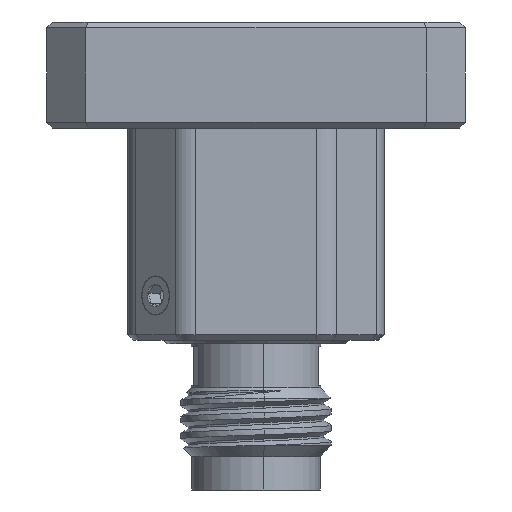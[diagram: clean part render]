
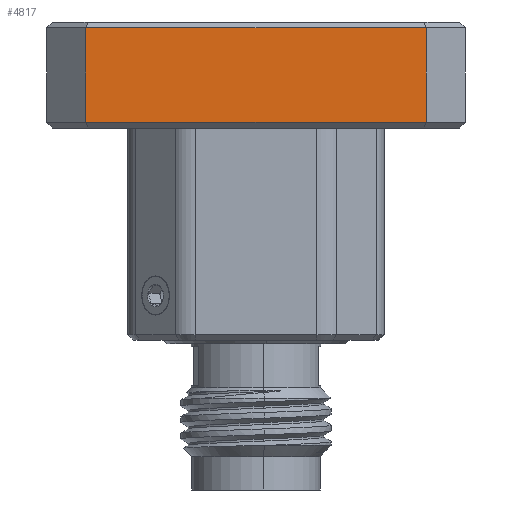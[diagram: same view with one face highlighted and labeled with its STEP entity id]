
A CAD part, front view. The second image highlights one B-rep face of the part: STEP entity #4817.
In plain terms, the highlighted planar face has unit normal (0, -1, 0).
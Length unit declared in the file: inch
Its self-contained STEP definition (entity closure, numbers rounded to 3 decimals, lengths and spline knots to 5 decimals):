
#117 = CARTESIAN_POINT ( 'NONE',  ( -0.375, -0.375, -0.18 ) ) ;
#336 = EDGE_CURVE ( 'NONE', #3779, #3169, #3706, .T. ) ;
#374 = DIRECTION ( 'NONE',  ( 0., -1., 0. ) ) ;
#412 = EDGE_CURVE ( 'NONE', #2708, #3779, #946, .T. ) ;
#459 = EDGE_LOOP ( 'NONE', ( #3322, #2325, #944, #2142 ) ) ;
#533 = DIRECTION ( 'NONE',  ( 0., 0., 1. ) ) ;
#677 = EDGE_CURVE ( 'NONE', #3169, #3991, #2198, .T. ) ;
#788 = DIRECTION ( 'NONE',  ( 0., 0., -1. ) ) ;
#799 = LINE ( 'NONE', #3994, #1596 ) ;
#944 = ORIENTED_EDGE ( 'NONE', *, *, #336, .T. ) ;
#946 = LINE ( 'NONE', #117, #1403 ) ;
#1403 = VECTOR ( 'NONE', #2492, 39.37008 ) ;
#1407 = VECTOR ( 'NONE', #1878, 39.37008 ) ;
#1596 = VECTOR ( 'NONE', #3966, 39.37008 ) ;
#1683 = CARTESIAN_POINT ( 'NONE',  ( -0.305, -0.375, -0.01 ) ) ;
#1878 = DIRECTION ( 'NONE',  ( -1., 0., 0. ) ) ;
#2142 = ORIENTED_EDGE ( 'NONE', *, *, #677, .T. ) ;
#2198 = LINE ( 'NONE', #3439, #1407 ) ;
#2325 = ORIENTED_EDGE ( 'NONE', *, *, #412, .T. ) ;
#2328 = CARTESIAN_POINT ( 'NONE',  ( -0.375, -0.375, -0.19 ) ) ;
#2492 = DIRECTION ( 'NONE',  ( 1., 0., 0. ) ) ;
#2583 = CARTESIAN_POINT ( 'NONE',  ( -0.305, -0.375, -0.18 ) ) ;
#2708 = VERTEX_POINT ( 'NONE', #2583 ) ;
#2914 = EDGE_CURVE ( 'NONE', #3991, #2708, #799, .T. ) ;
#3153 = PLANE ( 'NONE',  #4087 ) ;
#3169 = VERTEX_POINT ( 'NONE', #4967 ) ;
#3322 = ORIENTED_EDGE ( 'NONE', *, *, #2914, .T. ) ;
#3439 = CARTESIAN_POINT ( 'NONE',  ( -0.305, -0.375, -0.01 ) ) ;
#3682 = CARTESIAN_POINT ( 'NONE',  ( 0.305, -0.375, -0.19 ) ) ;
#3706 = LINE ( 'NONE', #3682, #3877 ) ;
#3779 = VERTEX_POINT ( 'NONE', #5006 ) ;
#3877 = VECTOR ( 'NONE', #533, 39.37008 ) ;
#3935 = FACE_OUTER_BOUND ( 'NONE', #459, .T. ) ;
#3966 = DIRECTION ( 'NONE',  ( 0., 0., -1. ) ) ;
#3991 = VERTEX_POINT ( 'NONE', #1683 ) ;
#3994 = CARTESIAN_POINT ( 'NONE',  ( -0.305, -0.375, -0.19 ) ) ;
#4087 = AXIS2_PLACEMENT_3D ( 'NONE', #2328, #374, #788 ) ;
#4817 = ADVANCED_FACE ( 'NONE', ( #3935 ), #3153, .T. ) ;
#4967 = CARTESIAN_POINT ( 'NONE',  ( 0.305, -0.375, -0.01 ) ) ;
#5006 = CARTESIAN_POINT ( 'NONE',  ( 0.305, -0.375, -0.18 ) ) ;
